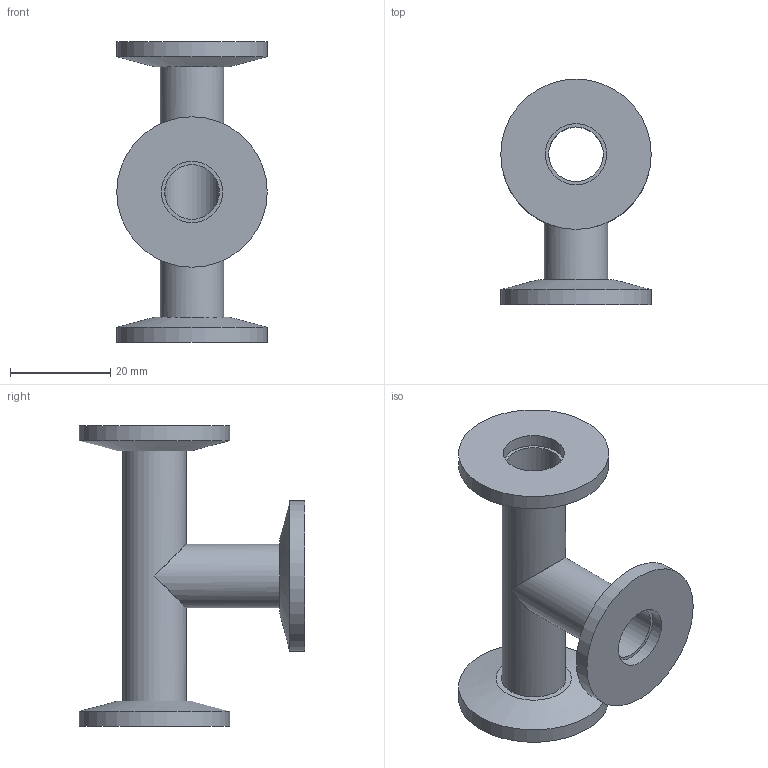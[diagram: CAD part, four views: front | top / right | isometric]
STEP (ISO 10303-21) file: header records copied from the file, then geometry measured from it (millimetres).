
FILE_DESCRIPTION(/* description */ (''),/* implementation_level */ '2;1');
FILE_NAME(/* name */ 'FL-T10KF.stp',/* time_stamp */ '2018-11-20T12:57:42+00:00',/* author */ ('paul'),/* organization */ (''),/* preprocessor_version */ 'ST-DEVELOPER v17.2',/* originating_system */ 'Autodesk Inventor 2019',/* authorisation */ '');
FILE_SCHEMA (('AUTOMOTIVE_DESIGN { 1 0 10303 214 3 1 1 }'));
Length unit declared in the file: millimetre
Products named in the file (4): FL-T25KF; Tube1; Tube; FL-10KF-12W
Assembly tree (5 placements, depth 2):
  FL-T25KF
    Tube1
    Tube
    FL-10KF-12W  x3
Bounding box: 30 x 45 x 60 mm (x, y, z)
Volume: 9486.9 mm3; surface area: 10786.3 mm2
Topology: 5 solids, 5 shells, 32 faces, 78 edges, 56 vertices
Faces by surface type: plane 16, cylinder 13, cone 3
Full cylindrical faces by diameter (mm): 10.9 x2, 12.2 x3, 12.7 x2, 12.9 x3, 30 x3
Entity records: 718 total; most frequent: DIRECTION 124, CARTESIAN_POINT 97, ORIENTED_EDGE 84, AXIS2_PLACEMENT_3D 55, EDGE_CURVE 42, VERTEX_POINT 28, EDGE_LOOP 24, CIRCLE 20
